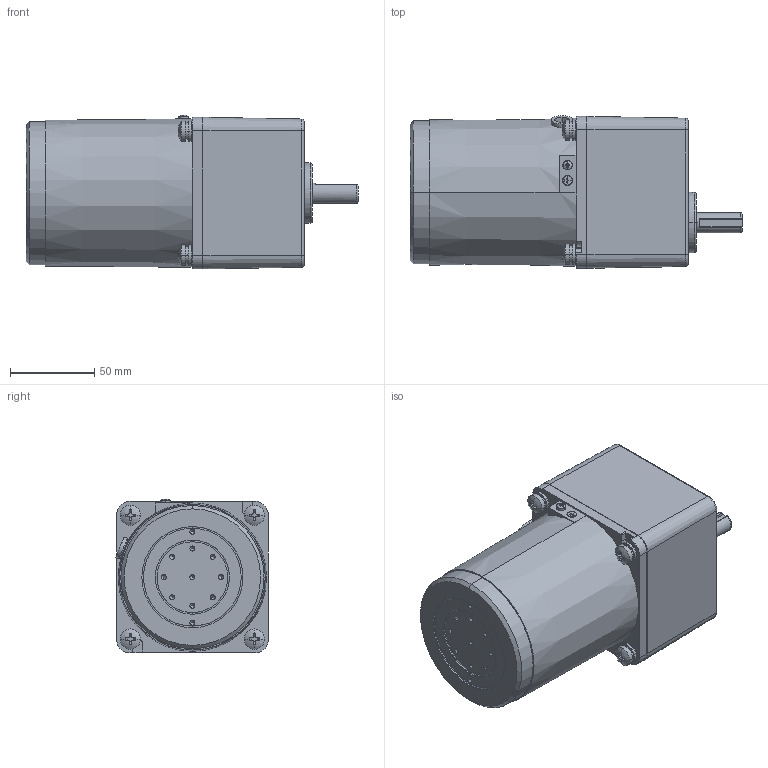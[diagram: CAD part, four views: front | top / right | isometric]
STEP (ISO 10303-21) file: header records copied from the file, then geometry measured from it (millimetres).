
FILE_DESCRIPTION (( 'STEP AP203' ), '1' );
FILE_NAME ('5IK40GN-C(5GN3K-200K).STEP', '2020-04-09T02:05:53', ( 'Windows 蚚誧' ), ( '' ), 'SwSTEP 2.0', 'SolidWorks 2019', '' );
FILE_SCHEMA (( 'CONFIG_CONTROL_DESIGN' ));
Length unit declared in the file: millimetre
Products named in the file (5): 5IK40GN-C(5GN3K-200K); 5IK40A-C; 5GN3K‵200K; M3; 5IK40A-C.stp
Assembly tree (4 placements, depth 3):
  5IK40GN-C(5GN3K-200K)
    5IK40A-C
      5IK40A-C.stp
      M3
    5GN3K‵200K
Bounding box: 197 x 90.47 x 91.35 mm (x, y, z)
Volume: 1112676.4 mm3; surface area: 107915.3 mm2
Topology: 34 solids, 34 shells, 902 faces, 2251 edges, 1438 vertices
Faces by surface type: plane 359, cylinder 326, cone 119, sphere 54, torus 42, bspline 2
Entity records: 27992 total; most frequent: CARTESIAN_POINT 5249, DIRECTION 5083, ORIENTED_EDGE 4450, EDGE_CURVE 2225, AXIS2_PLACEMENT_3D 2068, VERTEX_POINT 1438, CIRCLE 1160, EDGE_LOOP 981
